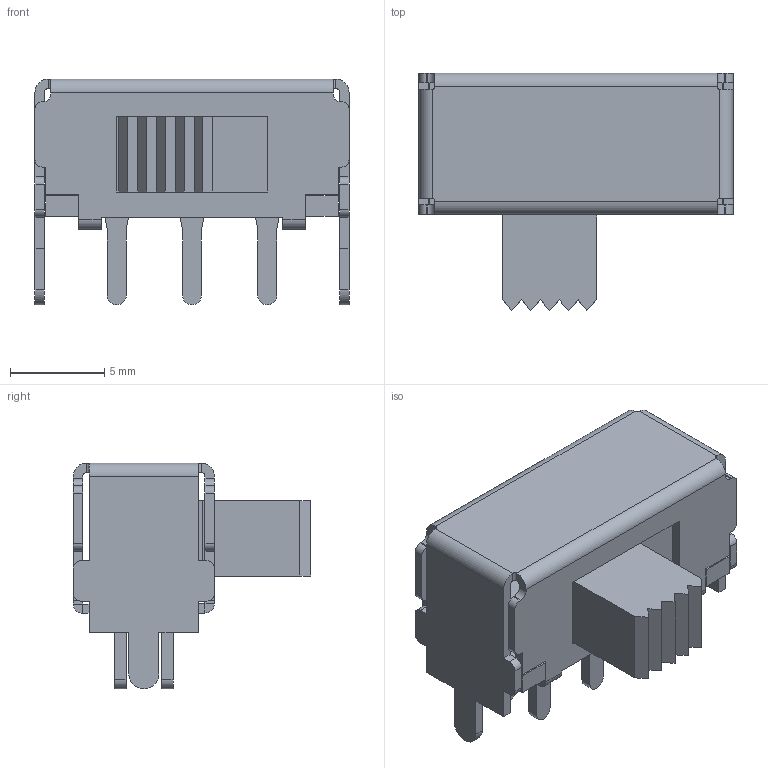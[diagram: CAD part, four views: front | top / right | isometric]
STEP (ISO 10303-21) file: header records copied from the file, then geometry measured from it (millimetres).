
FILE_DESCRIPTION(('FreeCAD Model'),'2;1');
FILE_NAME('Open CASCADE Shape Model','2023-04-06T09:34:51',(''),(''), 'Open CASCADE STEP processor 7.6','FreeCAD','Unknown');
FILE_SCHEMA(('AUTOMOTIVE_DESIGN { 1 0 10303 214 1 1 1 1 }'));
Length unit declared in the file: millimetre
Products named in the file (6): MFS201N_19_Z_ver3; Fillet; BodyBottomPlate; Body002; Body003; Body004
Assembly tree (5 placements, depth 2):
  MFS201N_19_Z_ver3
    Fillet
    BodyBottomPlate
    Body002
    Body003
    Body004
Bounding box: 16.7 x 12.62 x 12 mm (x, y, z)
Volume: 521.8 mm3; surface area: 1549.9 mm2
Topology: 5 solids, 5 shells, 219 faces, 579 edges, 370 vertices
Faces by surface type: plane 175, cylinder 44
Entity records: 14281 total; most frequent: CARTESIAN_POINT 2764, DIRECTION 2053, LINE 1381, VECTOR 1381, ORIENTED_EDGE 1158, PCURVE 1158, DEFINITIONAL_REPRESENTATION 1158, EDGE_CURVE 579
